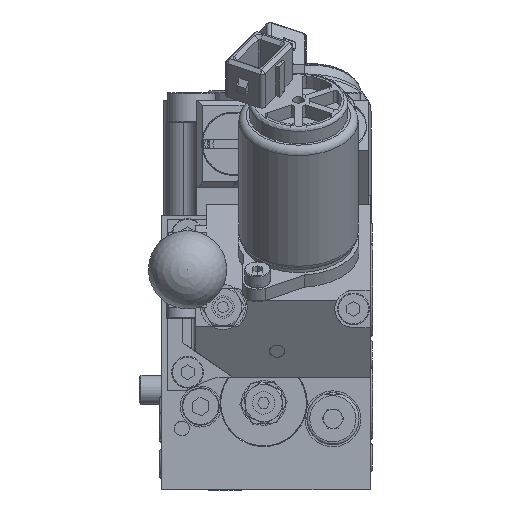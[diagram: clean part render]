
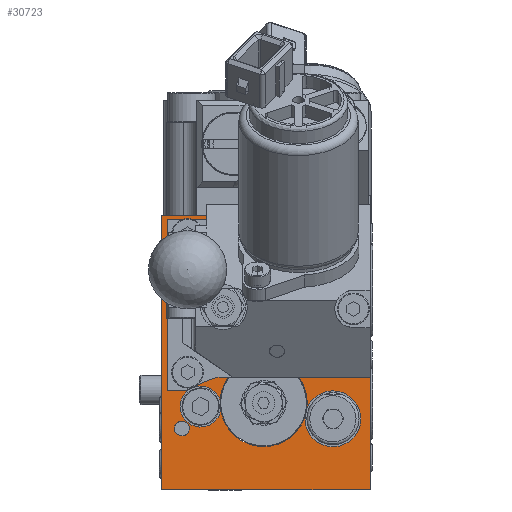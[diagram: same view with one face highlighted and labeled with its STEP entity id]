
A CAD part, front view. The second image highlights one B-rep face of the part: STEP entity #30723.
In plain terms, the highlighted planar face has unit normal (0, -1, 0).
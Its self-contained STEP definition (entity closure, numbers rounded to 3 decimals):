
#980=LINE('',#53166,#3314);
#988=LINE('',#53246,#3322);
#1043=LINE('',#53487,#3377);
#1057=LINE('',#53528,#3391);
#1058=LINE('',#53533,#3392);
#1059=LINE('',#53535,#3393);
#1060=LINE('',#53539,#3394);
#1061=LINE('',#53541,#3395);
#1062=LINE('',#53542,#3396);
#1063=LINE('',#53544,#3397);
#1064=LINE('',#53547,#3398);
#3314=VECTOR('',#43470,1000.);
#3322=VECTOR('',#43552,1000.);
#3377=VECTOR('',#43755,1000.);
#3391=VECTOR('',#43787,1000.);
#3392=VECTOR('',#43790,1000.);
#3393=VECTOR('',#43791,1000.);
#3394=VECTOR('',#43794,1000.);
#3395=VECTOR('',#43795,1000.);
#3396=VECTOR('',#43796,1000.);
#3397=VECTOR('',#43797,1000.);
#3398=VECTOR('',#43800,1000.);
#5641=ELLIPSE('',#39701,2.333,2.);
#5764=PLANE('',#39853);
#8158=ORIENTED_EDGE('',*,*,#16306,.F.);
#8159=ORIENTED_EDGE('',*,*,#16307,.T.);
#8160=ORIENTED_EDGE('',*,*,#16308,.F.);
#8161=ORIENTED_EDGE('',*,*,#16309,.T.);
#8162=ORIENTED_EDGE('',*,*,#16310,.F.);
#8163=ORIENTED_EDGE('',*,*,#16311,.F.);
#8164=ORIENTED_EDGE('',*,*,#16312,.F.);
#8165=ORIENTED_EDGE('',*,*,#16304,.T.);
#8166=ORIENTED_EDGE('',*,*,#16313,.F.);
#8167=ORIENTED_EDGE('',*,*,#16314,.F.);
#8168=ORIENTED_EDGE('',*,*,#16315,.F.);
#8169=ORIENTED_EDGE('',*,*,#16180,.T.);
#8170=ORIENTED_EDGE('',*,*,#16316,.T.);
#8171=ORIENTED_EDGE('',*,*,#16145,.T.);
#8172=ORIENTED_EDGE('',*,*,#16285,.T.);
#8173=ORIENTED_EDGE('',*,*,#16121,.T.);
#8174=ORIENTED_EDGE('',*,*,#16120,.T.);
#8175=ORIENTED_EDGE('',*,*,#16119,.T.);
#8176=ORIENTED_EDGE('',*,*,#16317,.T.);
#8177=ORIENTED_EDGE('',*,*,#16117,.T.);
#8178=ORIENTED_EDGE('',*,*,#16116,.F.);
#8179=ORIENTED_EDGE('',*,*,#16318,.T.);
#8180=ORIENTED_EDGE('',*,*,#16111,.T.);
#8181=ORIENTED_EDGE('',*,*,#16319,.T.);
#8182=ORIENTED_EDGE('',*,*,#16107,.T.);
#16107=EDGE_CURVE('',#24511,#24512,#20226,.T.);
#16111=EDGE_CURVE('',#24515,#24516,#20228,.T.);
#16116=EDGE_CURVE('',#24519,#24519,#5641,.T.);
#16117=EDGE_CURVE('',#24520,#24520,#20230,.T.);
#16119=EDGE_CURVE('',#24522,#24522,#20231,.T.);
#16120=EDGE_CURVE('',#24523,#24523,#20232,.T.);
#16121=EDGE_CURVE('',#24524,#24524,#20233,.T.);
#16145=EDGE_CURVE('',#24550,#24549,#980,.T.);
#16180=EDGE_CURVE('',#24585,#24584,#988,.T.);
#16285=EDGE_CURVE('',#24549,#24585,#1043,.T.);
#16304=EDGE_CURVE('',#24682,#24681,#20324,.T.);
#16306=EDGE_CURVE('',#24683,#24684,#1057,.T.);
#16307=EDGE_CURVE('',#24683,#24685,#20325,.T.);
#16308=EDGE_CURVE('',#24686,#24685,#1058,.T.);
#16309=EDGE_CURVE('',#24686,#24687,#1059,.T.);
#16310=EDGE_CURVE('',#24688,#24687,#20326,.T.);
#16311=EDGE_CURVE('',#24689,#24688,#1060,.T.);
#16312=EDGE_CURVE('',#24682,#24689,#1061,.T.);
#16313=EDGE_CURVE('',#24690,#24681,#1062,.T.);
#16314=EDGE_CURVE('',#24691,#24690,#1063,.T.);
#16315=EDGE_CURVE('',#24684,#24691,#20327,.T.);
#16316=EDGE_CURVE('',#24584,#24550,#1064,.T.);
#16317=EDGE_CURVE('',#24692,#24692,#20328,.T.);
#16318=EDGE_CURVE('',#24512,#24515,#20329,.T.);
#16319=EDGE_CURVE('',#24516,#24511,#20330,.T.);
#20226=CIRCLE('',#39695,5.5);
#20228=CIRCLE('',#39698,7.5);
#20230=CIRCLE('',#39703,2.);
#20231=CIRCLE('',#39705,2.);
#20232=CIRCLE('',#39707,2.067);
#20233=CIRCLE('',#39709,2.067);
#20324=CIRCLE('',#39852,2.067);
#20325=CIRCLE('',#39854,2.);
#20326=CIRCLE('',#39855,9.5);
#20327=CIRCLE('',#39856,2.);
#20328=CIRCLE('',#39857,2.);
#20329=CIRCLE('',#39858,11.7);
#20330=CIRCLE('',#39859,11.7);
#21737=EDGE_LOOP('',(#8158,#8159,#8160,#8161,#8162,#8163,#8164,#8165,#8166,
#8167,#8168));
#21738=EDGE_LOOP('',(#8169,#8170,#8171,#8172));
#21739=EDGE_LOOP('',(#8173));
#21740=EDGE_LOOP('',(#8174));
#21741=EDGE_LOOP('',(#8175));
#21742=EDGE_LOOP('',(#8176));
#21743=EDGE_LOOP('',(#8177));
#21744=EDGE_LOOP('',(#8178));
#21745=EDGE_LOOP('',(#8179,#8180,#8181,#8182));
#24511=VERTEX_POINT('',#53010);
#24512=VERTEX_POINT('',#53011);
#24515=VERTEX_POINT('',#53019);
#24516=VERTEX_POINT('',#53020);
#24519=VERTEX_POINT('',#53061);
#24520=VERTEX_POINT('',#53064);
#24522=VERTEX_POINT('',#53099);
#24523=VERTEX_POINT('',#53102);
#24524=VERTEX_POINT('',#53105);
#24549=VERTEX_POINT('',#53165);
#24550=VERTEX_POINT('',#53167);
#24584=VERTEX_POINT('',#53245);
#24585=VERTEX_POINT('',#53247);
#24681=VERTEX_POINT('',#53523);
#24682=VERTEX_POINT('',#53525);
#24683=VERTEX_POINT('',#53529);
#24684=VERTEX_POINT('',#53530);
#24685=VERTEX_POINT('',#53532);
#24686=VERTEX_POINT('',#53534);
#24687=VERTEX_POINT('',#53536);
#24688=VERTEX_POINT('',#53538);
#24689=VERTEX_POINT('',#53540);
#24690=VERTEX_POINT('',#53543);
#24691=VERTEX_POINT('',#53545);
#24692=VERTEX_POINT('',#53549);
#27721=FACE_BOUND('',#21737,.T.);
#27722=FACE_BOUND('',#21738,.T.);
#27723=FACE_BOUND('',#21739,.T.);
#27724=FACE_BOUND('',#21740,.T.);
#27725=FACE_BOUND('',#21741,.T.);
#27726=FACE_BOUND('',#21742,.T.);
#27727=FACE_BOUND('',#21743,.T.);
#27728=FACE_BOUND('',#21744,.T.);
#27729=FACE_BOUND('',#21745,.T.);
#30723=ADVANCED_FACE('',(#27721,#27722,#27723,#27724,#27725,#27726,#27727,
#27728,#27729),#5764,.T.);
#39695=AXIS2_PLACEMENT_3D('',#53009,#43382,#43383);
#39698=AXIS2_PLACEMENT_3D('',#53018,#43390,#43391);
#39701=AXIS2_PLACEMENT_3D('',#53060,#43398,#43399);
#39703=AXIS2_PLACEMENT_3D('',#53063,#43402,#43403);
#39705=AXIS2_PLACEMENT_3D('',#53098,#43406,#43407);
#39707=AXIS2_PLACEMENT_3D('',#53101,#43410,#43411);
#39709=AXIS2_PLACEMENT_3D('',#53104,#43414,#43415);
#39852=AXIS2_PLACEMENT_3D('',#53524,#43782,#43783);
#39853=AXIS2_PLACEMENT_3D('',#53527,#43785,#43786);
#39854=AXIS2_PLACEMENT_3D('',#53531,#43788,#43789);
#39855=AXIS2_PLACEMENT_3D('',#53537,#43792,#43793);
#39856=AXIS2_PLACEMENT_3D('',#53546,#43798,#43799);
#39857=AXIS2_PLACEMENT_3D('',#53548,#43801,#43802);
#39858=AXIS2_PLACEMENT_3D('',#53550,#43803,#43804);
#39859=AXIS2_PLACEMENT_3D('',#53551,#43805,#43806);
#43382=DIRECTION('',(0.,1.,0.));
#43383=DIRECTION('',(0.,0.,-1.));
#43390=DIRECTION('',(0.,1.,0.));
#43391=DIRECTION('',(0.,0.,-1.));
#43398=DIRECTION('',(0.,-1.,0.));
#43399=DIRECTION('',(0.,0.,1.));
#43402=DIRECTION('',(0.,1.,0.));
#43403=DIRECTION('',(0.,0.,-1.));
#43406=DIRECTION('',(0.,1.,0.));
#43407=DIRECTION('',(0.,0.,-1.));
#43410=DIRECTION('',(0.,1.,0.));
#43411=DIRECTION('',(0.,0.,-1.));
#43414=DIRECTION('',(0.,1.,0.));
#43415=DIRECTION('',(0.,0.,-1.));
#43470=DIRECTION('',(0.,0.,1.));
#43552=DIRECTION('',(0.,0.,-1.));
#43755=DIRECTION('',(-1.,0.,0.));
#43782=DIRECTION('',(0.,1.,0.));
#43783=DIRECTION('',(0.,0.,-1.));
#43785=DIRECTION('',(0.,-1.,0.));
#43786=DIRECTION('',(0.,0.,-1.));
#43787=DIRECTION('',(1.,0.,0.));
#43788=DIRECTION('',(0.,1.,0.));
#43789=DIRECTION('',(0.,0.,-1.));
#43790=DIRECTION('',(1.,0.,0.));
#43791=DIRECTION('',(0.,0.,1.));
#43792=DIRECTION('',(0.,-1.,0.));
#43793=DIRECTION('',(0.,0.,-1.));
#43794=DIRECTION('',(-1.,0.,0.));
#43795=DIRECTION('',(0.,0.,1.));
#43796=DIRECTION('',(0.,0.,1.));
#43797=DIRECTION('',(1.,0.,0.));
#43798=DIRECTION('',(0.,-1.,0.));
#43799=DIRECTION('',(0.,0.,-1.));
#43800=DIRECTION('',(1.,0.,0.));
#43801=DIRECTION('',(0.,1.,0.));
#43802=DIRECTION('',(0.,0.,-1.));
#43803=DIRECTION('',(0.,1.,0.));
#43804=DIRECTION('',(0.,0.,-1.));
#43805=DIRECTION('',(0.,1.,0.));
#43806=DIRECTION('',(0.,0.,-1.));
#53009=CARTESIAN_POINT('',(-17.5,-68.,-14.4));
#53010=CARTESIAN_POINT('',(-12.115,-68.,-15.52));
#53011=CARTESIAN_POINT('',(-12.275,-68.,-12.683));
#53018=CARTESIAN_POINT('',(18.,-68.,-17.7));
#53019=CARTESIAN_POINT('',(10.994,-68.,-15.024));
#53020=CARTESIAN_POINT('',(10.527,-68.,-17.067));
#53060=CARTESIAN_POINT('',(17.5,-68.,22.8));
#53061=CARTESIAN_POINT('',(17.5,-68.,25.133));
#53063=CARTESIAN_POINT('',(-22.5,-68.,-20.3));
#53064=CARTESIAN_POINT('',(-22.5,-68.,-22.3));
#53098=CARTESIAN_POINT('',(-23.3,-68.,0.3));
#53099=CARTESIAN_POINT('',(-23.3,-68.,-1.7));
#53101=CARTESIAN_POINT('',(-21.,-68.,-5.2));
#53102=CARTESIAN_POINT('',(-21.,-68.,-7.267));
#53104=CARTESIAN_POINT('',(-21.,-68.,31.8));
#53105=CARTESIAN_POINT('',(-21.,-68.,29.733));
#53165=CARTESIAN_POINT('',(28.,-68.,36.8));
#53166=CARTESIAN_POINT('',(28.,-68.,-36.8));
#53167=CARTESIAN_POINT('',(28.,-68.,-36.8));
#53245=CARTESIAN_POINT('',(-28.,-68.,-36.8));
#53246=CARTESIAN_POINT('',(-28.,-68.,36.8));
#53247=CARTESIAN_POINT('',(-28.,-68.,36.8));
#53487=CARTESIAN_POINT('',(28.,-68.,36.8));
#53523=CARTESIAN_POINT('',(23.,-68.,9.794));
#53524=CARTESIAN_POINT('',(23.5,-68.,11.8));
#53525=CARTESIAN_POINT('',(23.,-68.,13.806));
#53527=CARTESIAN_POINT('',(0.,-68.,0.));
#53528=CARTESIAN_POINT('',(0.,-68.,0.896));
#53529=CARTESIAN_POINT('',(10.49,-68.,0.896));
#53530=CARTESIAN_POINT('',(14.291,-68.,0.896));
#53531=CARTESIAN_POINT('',(8.5,-68.,0.7));
#53532=CARTESIAN_POINT('',(6.51,-68.,0.896));
#53533=CARTESIAN_POINT('',(0.,-68.,0.896));
#53534=CARTESIAN_POINT('',(-18.275,-68.,0.896));
#53535=CARTESIAN_POINT('',(-18.275,-68.,0.));
#53536=CARTESIAN_POINT('',(-18.275,-68.,8.008));
#53537=CARTESIAN_POINT('',(-9.8,-68.,12.3));
#53538=CARTESIAN_POINT('',(-1.122,-68.,16.165));
#53539=CARTESIAN_POINT('',(0.,-68.,16.165));
#53540=CARTESIAN_POINT('',(23.,-68.,16.165));
#53541=CARTESIAN_POINT('',(23.,-68.,0.));
#53542=CARTESIAN_POINT('',(23.,-68.,0.));
#53543=CARTESIAN_POINT('',(23.,-68.,0.896));
#53544=CARTESIAN_POINT('',(0.,-68.,0.896));
#53545=CARTESIAN_POINT('',(18.109,-68.,0.896));
#53546=CARTESIAN_POINT('',(16.2,-68.,0.3));
#53547=CARTESIAN_POINT('',(-28.,-68.,-36.8));
#53548=CARTESIAN_POINT('',(11.5,-68.,31.8));
#53549=CARTESIAN_POINT('',(11.5,-68.,29.8));
#53550=CARTESIAN_POINT('',(-0.6,-68.,-13.45));
#53551=CARTESIAN_POINT('',(-0.6,-68.,-13.45));
